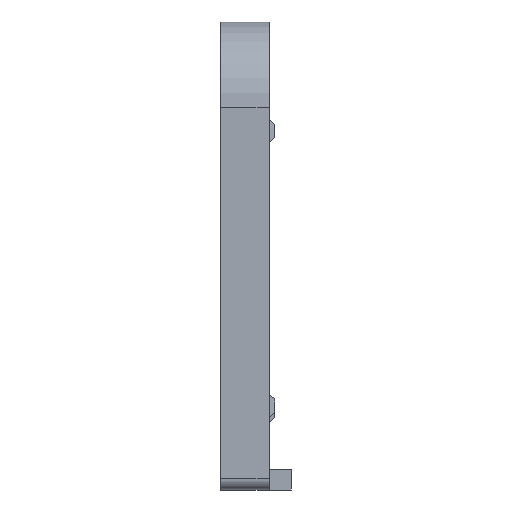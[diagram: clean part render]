
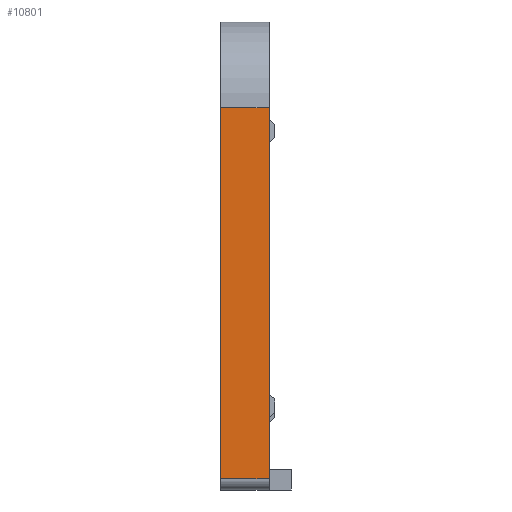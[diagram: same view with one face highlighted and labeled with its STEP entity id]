
A CAD part, left-side view. The second image highlights one B-rep face of the part: STEP entity #10801.
In plain terms, the highlighted free-form (B-spline) face has degree [1, 1] with [2, 2] control points.
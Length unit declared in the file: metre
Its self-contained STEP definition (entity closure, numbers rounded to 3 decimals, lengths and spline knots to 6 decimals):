
#271=LINE('',#14260,#1364);
#365=LINE('',#14654,#1458);
#378=LINE('',#14749,#1471);
#379=LINE('',#14750,#1472);
#1364=VECTOR('',#12001,1.);
#1458=VECTOR('',#12119,1.);
#1471=VECTOR('',#12176,1.);
#1472=VECTOR('',#12177,1.);
#2405=B_SPLINE_SURFACE_WITH_KNOTS('',1,1,((#14745,#14746),(#14747,#14748)),
 .PLANE_SURF.,.F.,.F.,.F.,(2,2),(2,2),(0.,1.),(0.,1.),.UNSPECIFIED.);
#3209=ORIENTED_EDGE('',*,*,#6349,.T.);
#3210=ORIENTED_EDGE('',*,*,#6511,.T.);
#3211=ORIENTED_EDGE('',*,*,#6473,.F.);
#3212=ORIENTED_EDGE('',*,*,#6512,.T.);
#6349=EDGE_CURVE('',#8008,#8007,#271,.T.);
#6473=EDGE_CURVE('',#8119,#8120,#365,.T.);
#6511=EDGE_CURVE('',#8007,#8120,#378,.T.);
#6512=EDGE_CURVE('',#8119,#8008,#379,.T.);
#8007=VERTEX_POINT('',#14259);
#8008=VERTEX_POINT('',#14261);
#8119=VERTEX_POINT('',#14653);
#8120=VERTEX_POINT('',#14655);
#9211=EDGE_LOOP('',(#3209,#3210,#3211,#3212));
#9866=FACE_BOUND('',#9211,.T.);
#10801=ADVANCED_FACE('',(#9866),#2405,.F.);
#12001=DIRECTION('',(0.,0.,1.));
#12119=DIRECTION('',(0.,0.,1.));
#12176=DIRECTION('',(0.,1.,0.));
#12177=DIRECTION('',(0.,-1.,0.));
#14259=CARTESIAN_POINT('',(-0.037,0.035,0.0318));
#14260=CARTESIAN_POINT('',(-0.037,0.035,0.));
#14261=CARTESIAN_POINT('',(-0.037,0.035,-0.033));
#14653=CARTESIAN_POINT('',(-0.037,0.0435,-0.033));
#14654=CARTESIAN_POINT('',(-0.037,0.0435,0.001));
#14655=CARTESIAN_POINT('',(-0.037,0.0435,0.0318));
#14745=CARTESIAN_POINT('',(-0.037,0.034575,0.03504));
#14746=CARTESIAN_POINT('',(-0.037,0.043925,0.03504));
#14747=CARTESIAN_POINT('',(-0.037,0.034575,-0.03624));
#14748=CARTESIAN_POINT('',(-0.037,0.043925,-0.03624));
#14749=CARTESIAN_POINT('',(-0.037,0.0435,0.0318));
#14750=CARTESIAN_POINT('',(-0.037,0.038,-0.033));
